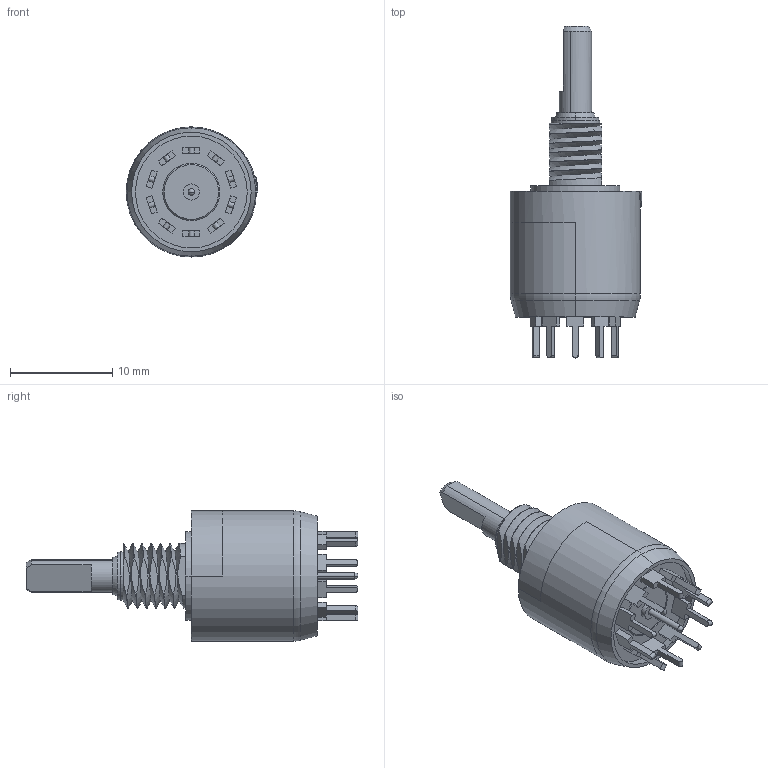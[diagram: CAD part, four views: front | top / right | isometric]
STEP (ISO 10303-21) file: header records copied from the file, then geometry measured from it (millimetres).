
FILE_DESCRIPTION((''),'2;1');
FILE_NAME('50SP36-01-1-XXX_SW0001','2015-10-21T',('jjanota'),(''),'PRO/ENGINEER BY PARAMETRIC TECHNOLOGY CORPORATION, 2011490','PRO/ENGINEER BY PARAMETRIC TECHNOLOGY CORPORATION, 2011490','');
FILE_SCHEMA(('CONFIG_CONTROL_DESIGN'));
Length unit declared in the file: inch
Products named in the file (1): 50SP36-01-1-XXX_SW0001
Bounding box: 12.83 x 32.38 x 12.7 mm (x, y, z)
Surface area: 1276.9 mm2 (no closed solid volume)
Topology: 0 solids, 3 shells, 172 faces, 457 edges, 304 vertices
Faces by surface type: plane 109, cylinder 39, cone 13, bspline 7, torus 2, sphere 2
Entity records: 8456 total; most frequent: CARTESIAN_POINT 2894, ORIENTED_EDGE 900, DIRECTION 807, EDGE_CURVE 455, VERTEX_POINT 304, VECTOR 295, LINE 295, AXIS2_PLACEMENT_3D 256
